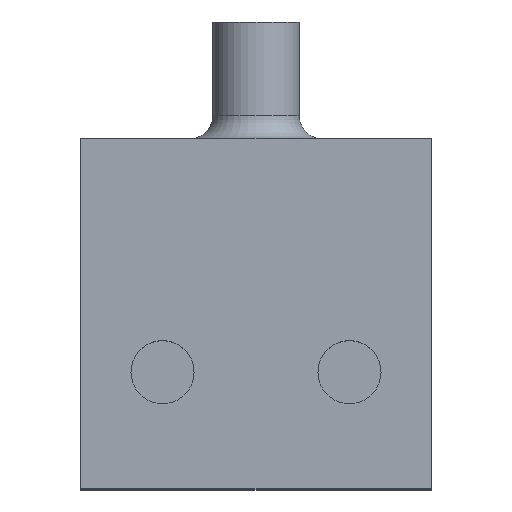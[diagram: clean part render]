
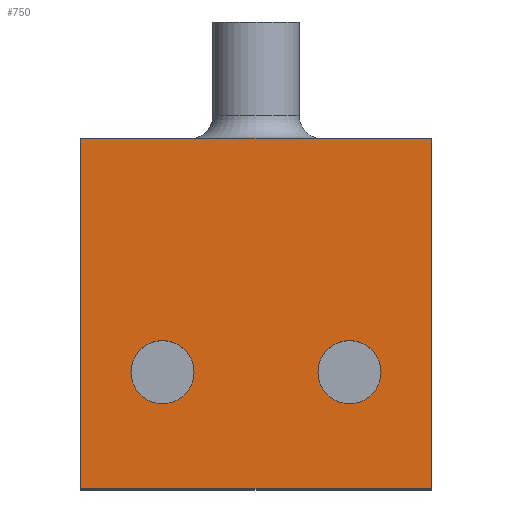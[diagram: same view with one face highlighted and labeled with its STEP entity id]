
A CAD part, top view. The second image highlights one B-rep face of the part: STEP entity #750.
In plain terms, the highlighted planar face has unit normal (0, 0, 1).
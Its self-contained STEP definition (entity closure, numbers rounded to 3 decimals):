
#21=FACE_BOUND('',#309,.T.);
#22=FACE_BOUND('',#310,.T.);
#50=PLANE('',#822);
#60=LINE('',#1053,#144);
#127=LINE('',#1219,#211);
#129=LINE('',#1222,#213);
#130=LINE('',#1223,#214);
#144=VECTOR('',#852,10.);
#211=VECTOR('',#1003,10.);
#213=VECTOR('',#1007,10.);
#214=VECTOR('',#1008,10.);
#263=FACE_OUTER_BOUND('',#308,.T.);
#308=EDGE_LOOP('',(#663,#664,#665,#666));
#309=EDGE_LOOP('',(#667));
#310=EDGE_LOOP('',(#668));
#336=CIRCLE('',#818,2.7);
#337=CIRCLE('',#820,2.7);
#345=VERTEX_POINT('',#1050);
#346=VERTEX_POINT('',#1052);
#398=VERTEX_POINT('',#1205);
#399=VERTEX_POINT('',#1209);
#402=VERTEX_POINT('',#1216);
#403=VERTEX_POINT('',#1218);
#417=EDGE_CURVE('',#346,#345,#60,.T.);
#491=EDGE_CURVE('',#398,#398,#336,.T.);
#493=EDGE_CURVE('',#399,#399,#337,.T.);
#497=EDGE_CURVE('',#403,#402,#127,.T.);
#499=EDGE_CURVE('',#402,#346,#129,.T.);
#500=EDGE_CURVE('',#345,#403,#130,.T.);
#663=ORIENTED_EDGE('',*,*,#497,.T.);
#664=ORIENTED_EDGE('',*,*,#499,.T.);
#665=ORIENTED_EDGE('',*,*,#417,.T.);
#666=ORIENTED_EDGE('',*,*,#500,.T.);
#667=ORIENTED_EDGE('',*,*,#491,.T.);
#668=ORIENTED_EDGE('',*,*,#493,.T.);
#750=ADVANCED_FACE('',(#263,#21,#22),#50,.T.);
#818=AXIS2_PLACEMENT_3D('',#1206,#991,#992);
#820=AXIS2_PLACEMENT_3D('',#1210,#996,#997);
#822=AXIS2_PLACEMENT_3D('',#1221,#1005,#1006);
#852=DIRECTION('',(-1.,0.,0.));
#991=DIRECTION('center_axis',(0.,0.,-1.));
#992=DIRECTION('ref_axis',(-1.,0.,0.));
#996=DIRECTION('center_axis',(0.,0.,-1.));
#997=DIRECTION('ref_axis',(-1.,0.,0.));
#1003=DIRECTION('',(1.,0.,0.));
#1005=DIRECTION('center_axis',(0.,0.,1.));
#1006=DIRECTION('ref_axis',(1.,0.,0.));
#1007=DIRECTION('',(0.,1.,0.));
#1008=DIRECTION('',(0.,-1.,0.));
#1050=CARTESIAN_POINT('',(0.,30.,50.));
#1052=CARTESIAN_POINT('',(30.,30.,50.));
#1053=CARTESIAN_POINT('',(0.,30.,50.));
#1205=CARTESIAN_POINT('',(25.7,10.,50.));
#1206=CARTESIAN_POINT('Origin',(23.,10.,50.));
#1209=CARTESIAN_POINT('',(9.7,10.,50.));
#1210=CARTESIAN_POINT('Origin',(7.,10.,50.));
#1216=CARTESIAN_POINT('',(30.,0.,50.));
#1218=CARTESIAN_POINT('',(0.,0.,50.));
#1219=CARTESIAN_POINT('',(30.,0.,50.));
#1221=CARTESIAN_POINT('Origin',(15.,15.,50.));
#1222=CARTESIAN_POINT('',(30.,30.,50.));
#1223=CARTESIAN_POINT('',(0.,0.,50.));
